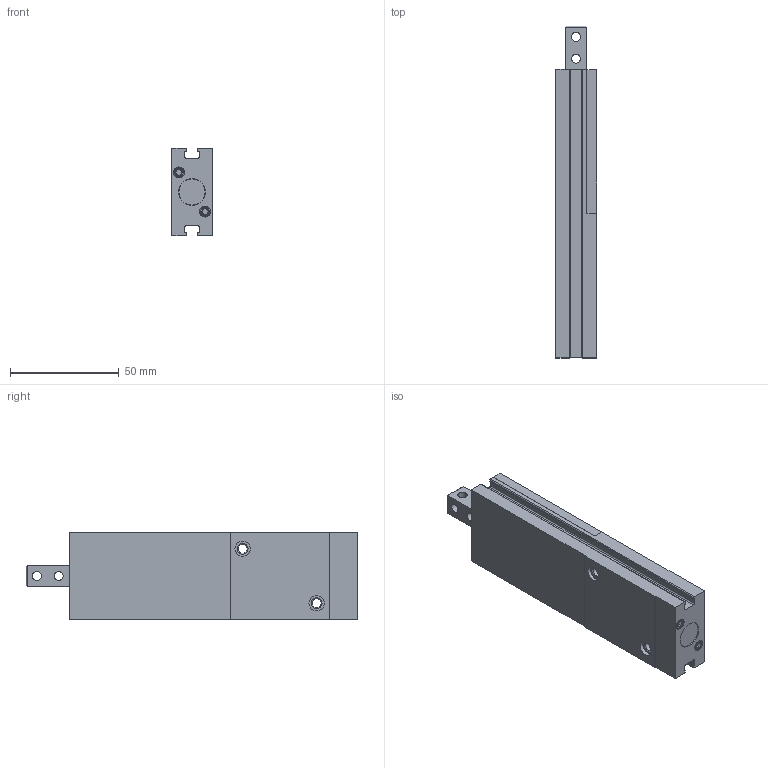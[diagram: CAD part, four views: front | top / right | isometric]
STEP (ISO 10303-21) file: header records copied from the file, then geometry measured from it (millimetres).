
FILE_DESCRIPTION(/* description */ ('STEP AP214'),/* implementation_level */ '2;1');
FILE_NAME(/* name */ '2095361_HPVS-14-40-A',/* time_stamp */ '2024-08-27T14:10:03+02:00',/* author */ ('License CC BY-ND 4.0'),/* organization */ ('CADENAS'),/* preprocessor_version */ 'ST-DEVELOPER v19.3',/* originating_system */ 'PARTsolutions',/* authorisation */ ' ');
FILE_SCHEMA (('AUTOMOTIVE_DESIGN {1 0 10303 214 3 1 1}'));
Length unit declared in the file: millimetre
Products named in the file (4): 2095361 HPVS-14-40-A---(0_0); 2095361 HPVS-14-40-A_z---(40); DIN-913 - M5x5; 2095361 HPVS-14-40-A_kst
Assembly tree (4 placements, depth 2):
  2095361 HPVS-14-40-A---(0_0)
    2095361 HPVS-14-40-A_z---(40)
    DIN-913 - M5x5  x2
    2095361 HPVS-14-40-A_kst
Bounding box: 19 x 152.5 x 40 mm (x, y, z)
Volume: 89860.9 mm3; surface area: 33270.3 mm2
Topology: 4 solids, 4 shells, 194 faces, 456 edges, 287 vertices
Faces by surface type: plane 109, cylinder 47, cone 38
Full cylindrical faces by diameter (mm): 4.134 x6, 4.2 x8, 5 x2, 7 x2, 7.4 x2, 8 x4, 8.2 x4, 12 x1, 15 x2
Entity records: 4906 total; most frequent: CARTESIAN_POINT 895, DIRECTION 812, ORIENTED_EDGE 724, EDGE_CURVE 362, AXIS2_PLACEMENT_3D 299, VERTEX_POINT 260, FACE_BOUND 260, EDGE_LOOP 256
